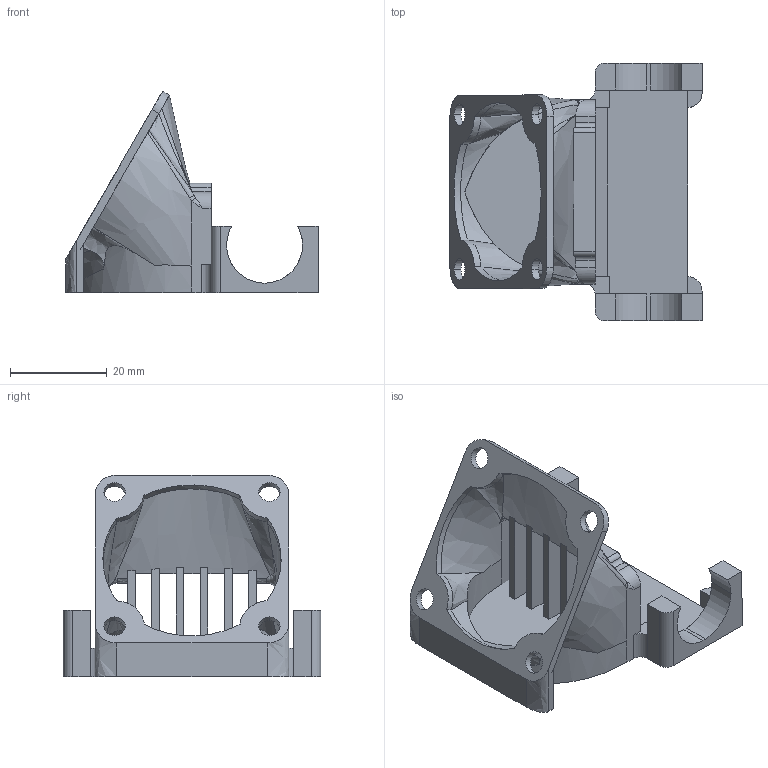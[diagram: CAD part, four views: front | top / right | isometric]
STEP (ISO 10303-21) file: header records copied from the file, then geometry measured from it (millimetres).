
FILE_DESCRIPTION (( 'STEP AP203' ), '1' );
FILE_NAME ('Fan_Cowlx1.STEP', '2012-07-31T21:07:18', ( '' ), ( '' ), 'SwSTEP 2.0', 'SolidWorks 2012', '' );
FILE_SCHEMA (( 'CONFIG_CONTROL_DESIGN' ));
Length unit declared in the file: millimetre
Products named in the file (1): Fan_Cowlx1
Bounding box: 52.1 x 53.22 x 41.64 mm (x, y, z)
Volume: 10461 mm3; surface area: 12922.1 mm2
Topology: 1 solids, 1 shells, 153 faces, 499 edges, 330 vertices
Faces by surface type: plane 75, bspline 48, cylinder 30
Entity records: 11497 total; most frequent: CARTESIAN_POINT 7427, ORIENTED_EDGE 988, DIRECTION 627, EDGE_CURVE 494, VERTEX_POINT 330, LINE 271, VECTOR 271, AXIS2_PLACEMENT_3D 178
